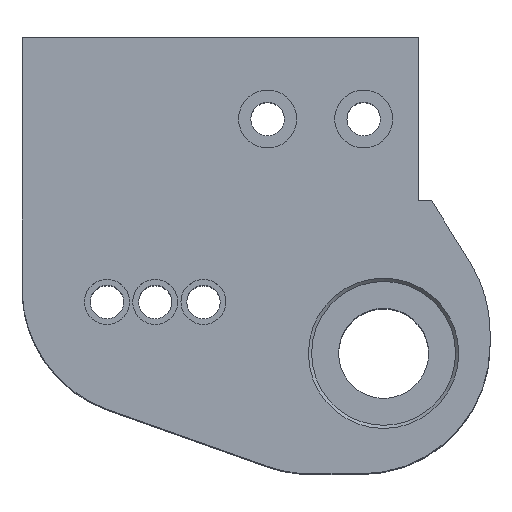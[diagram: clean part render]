
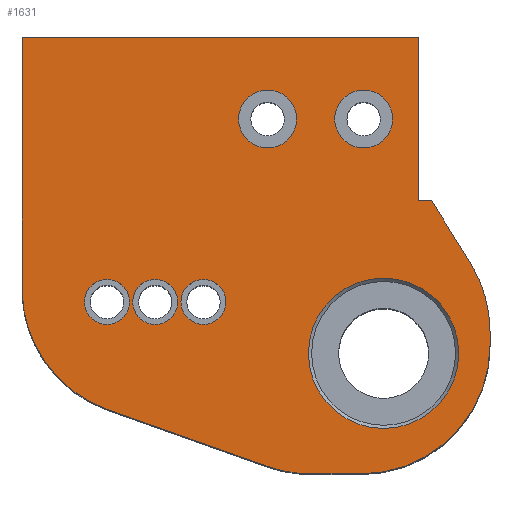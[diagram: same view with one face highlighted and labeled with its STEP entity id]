
A CAD part, top view. The second image highlights one B-rep face of the part: STEP entity #1631.
In plain terms, the highlighted planar face has unit normal (0, 0, 1).
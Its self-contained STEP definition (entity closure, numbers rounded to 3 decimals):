
#29=FACE_BOUND('',#548,.T.);
#30=FACE_BOUND('',#549,.T.);
#31=FACE_BOUND('',#550,.T.);
#32=FACE_BOUND('',#551,.T.);
#33=FACE_BOUND('',#552,.T.);
#34=FACE_BOUND('',#553,.T.);
#75=PLANE('',#1793);
#151=LINE('',#2586,#281);
#156=LINE('',#2601,#286);
#172=LINE('',#2664,#302);
#173=LINE('',#2667,#303);
#177=LINE('',#2677,#307);
#178=LINE('',#2679,#308);
#179=LINE('',#2680,#309);
#180=LINE('',#2681,#310);
#281=VECTOR('',#2043,10.);
#286=VECTOR('',#2056,10.);
#302=VECTOR('',#2122,10.);
#303=VECTOR('',#2125,10.);
#307=VECTOR('',#2133,10.);
#308=VECTOR('',#2134,10.);
#309=VECTOR('',#2135,10.);
#310=VECTOR('',#2136,10.);
#443=FACE_OUTER_BOUND('',#547,.T.);
#547=EDGE_LOOP('',(#1313,#1314,#1315,#1316,#1317,#1318,#1319,#1320,#1321,
#1322,#1323,#1324));
#548=EDGE_LOOP('',(#1325));
#549=EDGE_LOOP('',(#1326));
#550=EDGE_LOOP('',(#1327));
#551=EDGE_LOOP('',(#1328));
#552=EDGE_LOOP('',(#1329));
#553=EDGE_LOOP('',(#1330));
#665=CIRCLE('',#1760,20.);
#666=CIRCLE('',#1763,20.);
#676=CIRCLE('',#1776,20.);
#684=CIRCLE('',#1789,20.);
#686=CIRCLE('',#1794,11.688);
#687=CIRCLE('',#1795,4.5);
#688=CIRCLE('',#1796,4.5);
#689=CIRCLE('',#1797,3.5);
#690=CIRCLE('',#1798,3.5);
#691=CIRCLE('',#1799,3.5);
#793=VERTEX_POINT('',#2578);
#794=VERTEX_POINT('',#2579);
#795=VERTEX_POINT('',#2584);
#796=VERTEX_POINT('',#2588);
#797=VERTEX_POINT('',#2589);
#801=VERTEX_POINT('',#2599);
#812=VERTEX_POINT('',#2626);
#822=VERTEX_POINT('',#2657);
#823=VERTEX_POINT('',#2659);
#824=VERTEX_POINT('',#2666);
#828=VERTEX_POINT('',#2676);
#829=VERTEX_POINT('',#2678);
#830=VERTEX_POINT('',#2682);
#831=VERTEX_POINT('',#2684);
#832=VERTEX_POINT('',#2686);
#833=VERTEX_POINT('',#2688);
#834=VERTEX_POINT('',#2690);
#835=VERTEX_POINT('',#2692);
#962=EDGE_CURVE('',#793,#794,#665,.T.);
#966=EDGE_CURVE('',#795,#793,#151,.T.);
#967=EDGE_CURVE('',#796,#797,#666,.T.);
#973=EDGE_CURVE('',#796,#801,#156,.T.);
#987=EDGE_CURVE('',#812,#801,#676,.T.);
#1003=EDGE_CURVE('',#822,#823,#684,.T.);
#1006=EDGE_CURVE('',#794,#822,#172,.T.);
#1007=EDGE_CURVE('',#797,#824,#173,.T.);
#1012=EDGE_CURVE('',#828,#795,#177,.T.);
#1013=EDGE_CURVE('',#828,#829,#178,.T.);
#1014=EDGE_CURVE('',#829,#824,#179,.T.);
#1015=EDGE_CURVE('',#823,#812,#180,.T.);
#1016=EDGE_CURVE('',#830,#830,#686,.T.);
#1017=EDGE_CURVE('',#831,#831,#687,.T.);
#1018=EDGE_CURVE('',#832,#832,#688,.T.);
#1019=EDGE_CURVE('',#833,#833,#689,.T.);
#1020=EDGE_CURVE('',#834,#834,#690,.T.);
#1021=EDGE_CURVE('',#835,#835,#691,.T.);
#1313=ORIENTED_EDGE('',*,*,#962,.F.);
#1314=ORIENTED_EDGE('',*,*,#966,.F.);
#1315=ORIENTED_EDGE('',*,*,#1012,.F.);
#1316=ORIENTED_EDGE('',*,*,#1013,.T.);
#1317=ORIENTED_EDGE('',*,*,#1014,.T.);
#1318=ORIENTED_EDGE('',*,*,#1007,.F.);
#1319=ORIENTED_EDGE('',*,*,#967,.F.);
#1320=ORIENTED_EDGE('',*,*,#973,.T.);
#1321=ORIENTED_EDGE('',*,*,#987,.F.);
#1322=ORIENTED_EDGE('',*,*,#1015,.F.);
#1323=ORIENTED_EDGE('',*,*,#1003,.F.);
#1324=ORIENTED_EDGE('',*,*,#1006,.F.);
#1325=ORIENTED_EDGE('',*,*,#1016,.F.);
#1326=ORIENTED_EDGE('',*,*,#1017,.T.);
#1327=ORIENTED_EDGE('',*,*,#1018,.T.);
#1328=ORIENTED_EDGE('',*,*,#1019,.T.);
#1329=ORIENTED_EDGE('',*,*,#1020,.T.);
#1330=ORIENTED_EDGE('',*,*,#1021,.T.);
#1631=ADVANCED_FACE('',(#443,#29,#30,#31,#32,#33,#34),#75,.T.);
#1760=AXIS2_PLACEMENT_3D('',#2580,#2036,#2037);
#1763=AXIS2_PLACEMENT_3D('',#2590,#2046,#2047);
#1776=AXIS2_PLACEMENT_3D('',#2628,#2082,#2083);
#1789=AXIS2_PLACEMENT_3D('',#2660,#2116,#2117);
#1793=AXIS2_PLACEMENT_3D('',#2675,#2131,#2132);
#1794=AXIS2_PLACEMENT_3D('',#2683,#2137,#2138);
#1795=AXIS2_PLACEMENT_3D('',#2685,#2139,#2140);
#1796=AXIS2_PLACEMENT_3D('',#2687,#2141,#2142);
#1797=AXIS2_PLACEMENT_3D('',#2689,#2143,#2144);
#1798=AXIS2_PLACEMENT_3D('',#2691,#2145,#2146);
#1799=AXIS2_PLACEMENT_3D('',#2693,#2147,#2148);
#2036=DIRECTION('center_axis',(0.,0.,-1.));
#2037=DIRECTION('ref_axis',(0.962,0.274,0.));
#2043=DIRECTION('',(0.527,-0.85,0.));
#2046=DIRECTION('center_axis',(0.,0.,-1.));
#2047=DIRECTION('ref_axis',(-0.817,-0.577,0.));
#2056=DIRECTION('',(0.942,-0.335,0.));
#2082=DIRECTION('center_axis',(0.,0.,-1.));
#2083=DIRECTION('ref_axis',(-0.17,-0.985,0.));
#2116=DIRECTION('center_axis',(0.,0.,-1.));
#2117=DIRECTION('ref_axis',(0.707,-0.707,0.));
#2122=DIRECTION('',(0.,-1.,0.));
#2125=DIRECTION('',(0.,1.,0.));
#2131=DIRECTION('center_axis',(0.,0.,1.));
#2132=DIRECTION('ref_axis',(0.,-1.,0.));
#2133=DIRECTION('',(1.,0.,0.));
#2134=DIRECTION('',(0.,1.,0.));
#2135=DIRECTION('',(-1.,0.,0.));
#2136=DIRECTION('',(-1.,0.,0.));
#2137=DIRECTION('center_axis',(0.,0.,1.));
#2138=DIRECTION('ref_axis',(-1.,0.,0.));
#2139=DIRECTION('center_axis',(0.,0.,-1.));
#2140=DIRECTION('ref_axis',(-1.,0.,0.));
#2141=DIRECTION('center_axis',(0.,0.,-1.));
#2142=DIRECTION('ref_axis',(-1.,0.,0.));
#2143=DIRECTION('center_axis',(0.,0.,-1.));
#2144=DIRECTION('ref_axis',(1.,0.,0.));
#2145=DIRECTION('center_axis',(0.,0.,-1.));
#2146=DIRECTION('ref_axis',(1.,0.,0.));
#2147=DIRECTION('center_axis',(0.,0.,-1.));
#2148=DIRECTION('ref_axis',(1.,0.,0.));
#2578=CARTESIAN_POINT('',(49.756,-18.907,-5.479));
#2579=CARTESIAN_POINT('',(52.755,-29.441,-5.479));
#2580=CARTESIAN_POINT('Origin',(32.755,-29.441,-5.479));
#2584=CARTESIAN_POINT('',(43.688,-9.113,-5.479));
#2586=CARTESIAN_POINT('',(53.457,-24.88,-5.479));
#2588=CARTESIAN_POINT('',(-6.697,-41.575,-5.479));
#2589=CARTESIAN_POINT('',(-20.,-22.729,-5.479));
#2590=CARTESIAN_POINT('Origin',(0.,-22.729,-5.479));
#2599=CARTESIAN_POINT('',(18.194,-50.419,-5.479));
#2601=CARTESIAN_POINT('',(6.803,-46.371,-5.479));
#2626=CARTESIAN_POINT('',(24.89,-51.574,-5.479));
#2628=CARTESIAN_POINT('Origin',(24.89,-31.574,-5.479));
#2657=CARTESIAN_POINT('',(52.755,-31.574,-5.479));
#2659=CARTESIAN_POINT('',(32.755,-51.574,-5.479));
#2660=CARTESIAN_POINT('Origin',(32.755,-31.574,-5.479));
#2664=CARTESIAN_POINT('',(52.755,-40.959,-5.479));
#2666=CARTESIAN_POINT('',(-20.,16.287,-5.479));
#2667=CARTESIAN_POINT('',(-20.,-51.574,-5.479));
#2675=CARTESIAN_POINT('Origin',(0.,-19.114,-5.479));
#2676=CARTESIAN_POINT('',(41.582,-9.114,-5.479));
#2677=CARTESIAN_POINT('',(45.428,-9.113,-5.479));
#2678=CARTESIAN_POINT('',(41.582,16.287,-5.479));
#2679=CARTESIAN_POINT('',(41.582,-9.114,-5.479));
#2680=CARTESIAN_POINT('',(-15.,16.287,-5.479));
#2681=CARTESIAN_POINT('',(48.984,-51.574,-5.479));
#2682=CARTESIAN_POINT('',(47.9,-32.844,-5.479));
#2683=CARTESIAN_POINT('Origin',(36.212,-32.844,-5.479));
#2684=CARTESIAN_POINT('',(22.672,3.587,-5.479));
#2685=CARTESIAN_POINT('Origin',(18.172,3.587,-5.479));
#2686=CARTESIAN_POINT('',(37.617,3.587,-5.479));
#2687=CARTESIAN_POINT('Origin',(33.117,3.587,-5.479));
#2688=CARTESIAN_POINT('',(4.712,-24.844,-5.479));
#2689=CARTESIAN_POINT('Origin',(8.212,-24.844,-5.479));
#2690=CARTESIAN_POINT('',(-10.288,-24.844,-5.479));
#2691=CARTESIAN_POINT('Origin',(-6.788,-24.844,-5.479));
#2692=CARTESIAN_POINT('',(-2.788,-24.844,-5.479));
#2693=CARTESIAN_POINT('Origin',(0.712,-24.844,-5.479));
